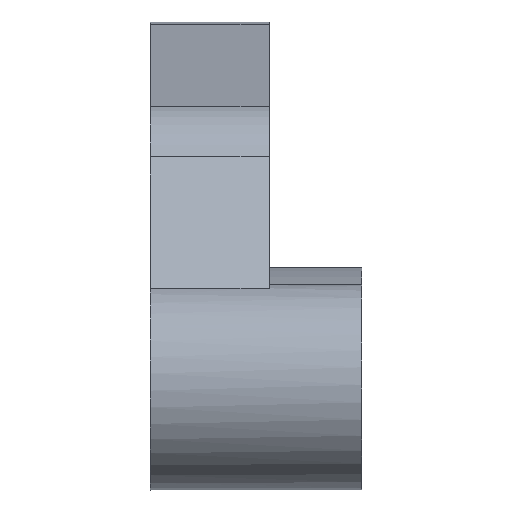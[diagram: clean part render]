
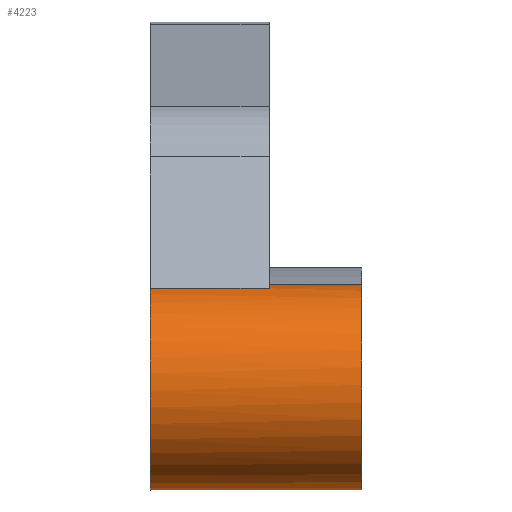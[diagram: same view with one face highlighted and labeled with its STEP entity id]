
A CAD part, front view. The second image highlights one B-rep face of the part: STEP entity #4223.
In plain terms, the highlighted cylindrical face has radius 11.668 mm (diameter 23.336 mm), a partial arc.
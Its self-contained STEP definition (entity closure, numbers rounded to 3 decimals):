
#417=CYLINDRICAL_SURFACE('',#4524,11.668);
#500=FACE_OUTER_BOUND('',#741,.T.);
#741=EDGE_LOOP('',(#2945,#2946,#2947,#2948,#2949,#2950));
#988=LINE('',#5545,#1287);
#1023=LINE('',#5876,#1322);
#1024=LINE('',#5880,#1323);
#1287=VECTOR('',#4753,10.);
#1322=VECTOR('',#4896,10.);
#1323=VECTOR('',#4899,170.);
#1572=CIRCLE('',#4451,11.668);
#1620=CIRCLE('',#4525,11.668);
#1621=CIRCLE('',#4526,11.668);
#1676=VERTEX_POINT('',#5481);
#1677=VERTEX_POINT('',#5483);
#1704=VERTEX_POINT('',#5543);
#1766=VERTEX_POINT('',#5875);
#1767=VERTEX_POINT('',#5877);
#1768=VERTEX_POINT('',#5879);
#2122=EDGE_CURVE('',#1677,#1676,#1572,.T.);
#2153=EDGE_CURVE('',#1676,#1704,#988,.T.);
#2237=EDGE_CURVE('',#1766,#1677,#1023,.T.);
#2238=EDGE_CURVE('',#1767,#1704,#1620,.T.);
#2239=EDGE_CURVE('',#1768,#1767,#1024,.T.);
#2240=EDGE_CURVE('',#1766,#1768,#1621,.T.);
#2945=ORIENTED_EDGE('',*,*,#2237,.T.);
#2946=ORIENTED_EDGE('',*,*,#2122,.T.);
#2947=ORIENTED_EDGE('',*,*,#2153,.T.);
#2948=ORIENTED_EDGE('',*,*,#2238,.F.);
#2949=ORIENTED_EDGE('',*,*,#2239,.F.);
#2950=ORIENTED_EDGE('',*,*,#2240,.F.);
#4223=ADVANCED_FACE('',(#500),#417,.T.);
#4451=AXIS2_PLACEMENT_3D('',#5484,#4699,#4700);
#4524=AXIS2_PLACEMENT_3D('',#5874,#4894,#4895);
#4525=AXIS2_PLACEMENT_3D('',#5878,#4897,#4898);
#4526=AXIS2_PLACEMENT_3D('',#5881,#4900,#4901);
#4699=DIRECTION('center_axis',(1.,0.,0.));
#4700=DIRECTION('ref_axis',(0.,0.974,-0.225));
#4753=DIRECTION('',(-1.,0.,0.));
#4894=DIRECTION('center_axis',(-1.,0.,0.));
#4895=DIRECTION('ref_axis',(0.,-0.994,0.11));
#4896=DIRECTION('',(-1.,0.,0.));
#4897=DIRECTION('center_axis',(-1.,0.,0.));
#4898=DIRECTION('ref_axis',(0.,0.337,0.942));
#4899=DIRECTION('',(-1.,0.,0.));
#4900=DIRECTION('center_axis',(1.,0.,0.));
#4901=DIRECTION('ref_axis',(0.,0.974,-0.225));
#5481=CARTESIAN_POINT('',(-5.217,-56.31,13.79));
#5483=CARTESIAN_POINT('',(-5.217,-49.251,13.537));
#5484=CARTESIAN_POINT('Origin',(-5.217,-53.179,2.55));
#5543=CARTESIAN_POINT('',(-18.717,-56.31,13.79));
#5545=CARTESIAN_POINT('',(5.283,-56.31,13.79));
#5874=CARTESIAN_POINT('Origin',(5.283,-53.179,2.55));
#5875=CARTESIAN_POINT('',(5.283,-49.251,13.537));
#5876=CARTESIAN_POINT('',(-4.717,-49.251,13.537));
#5877=CARTESIAN_POINT('',(-18.717,-51.744,-9.029));
#5878=CARTESIAN_POINT('Origin',(-18.717,-53.179,2.55));
#5879=CARTESIAN_POINT('',(5.283,-51.744,-9.029));
#5880=CARTESIAN_POINT('',(5.283,-51.744,-9.029));
#5881=CARTESIAN_POINT('Origin',(5.283,-53.179,2.55));
